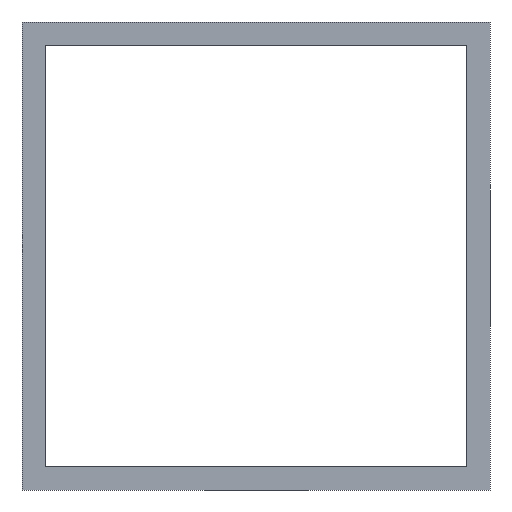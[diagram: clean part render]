
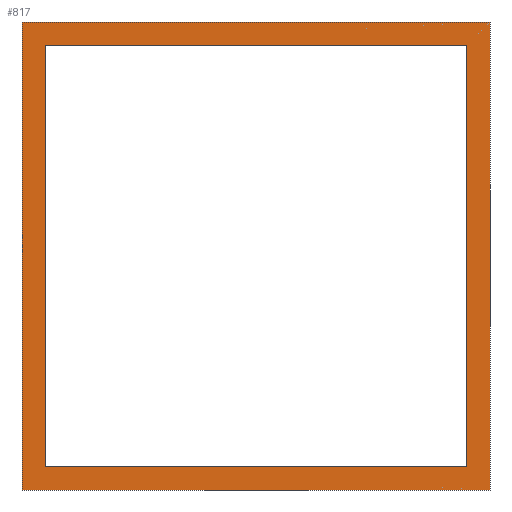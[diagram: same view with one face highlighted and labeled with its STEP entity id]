
A CAD part, front view. The second image highlights one B-rep face of the part: STEP entity #817.
In plain terms, the highlighted planar face has unit normal (0, -1, 0).
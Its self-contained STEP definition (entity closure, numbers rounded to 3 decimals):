
#15=FACE_BOUND('',#138,.T.);
#73=PLANE('',#901);
#99=FACE_OUTER_BOUND('',#137,.T.);
#137=EDGE_LOOP('',(#621,#622,#623,#624));
#138=EDGE_LOOP('',(#625,#626,#627,#628));
#233=LINE('',#1289,#285);
#234=LINE('',#1291,#286);
#235=LINE('',#1293,#287);
#236=LINE('',#1294,#288);
#237=LINE('',#1297,#289);
#238=LINE('',#1299,#290);
#239=LINE('',#1301,#291);
#240=LINE('',#1302,#292);
#285=VECTOR('',#1063,10.);
#286=VECTOR('',#1064,10.);
#287=VECTOR('',#1065,10.);
#288=VECTOR('',#1066,10.);
#289=VECTOR('',#1067,10.);
#290=VECTOR('',#1068,10.);
#291=VECTOR('',#1069,10.);
#292=VECTOR('',#1070,10.);
#409=VERTEX_POINT('',#1287);
#410=VERTEX_POINT('',#1288);
#411=VERTEX_POINT('',#1290);
#412=VERTEX_POINT('',#1292);
#413=VERTEX_POINT('',#1295);
#414=VERTEX_POINT('',#1296);
#415=VERTEX_POINT('',#1298);
#416=VERTEX_POINT('',#1300);
#497=EDGE_CURVE('',#409,#410,#233,.T.);
#498=EDGE_CURVE('',#411,#409,#234,.T.);
#499=EDGE_CURVE('',#412,#411,#235,.T.);
#500=EDGE_CURVE('',#410,#412,#236,.T.);
#501=EDGE_CURVE('',#413,#414,#237,.T.);
#502=EDGE_CURVE('',#415,#413,#238,.T.);
#503=EDGE_CURVE('',#416,#415,#239,.T.);
#504=EDGE_CURVE('',#414,#416,#240,.T.);
#621=ORIENTED_EDGE('',*,*,#497,.F.);
#622=ORIENTED_EDGE('',*,*,#498,.F.);
#623=ORIENTED_EDGE('',*,*,#499,.F.);
#624=ORIENTED_EDGE('',*,*,#500,.F.);
#625=ORIENTED_EDGE('',*,*,#501,.F.);
#626=ORIENTED_EDGE('',*,*,#502,.F.);
#627=ORIENTED_EDGE('',*,*,#503,.F.);
#628=ORIENTED_EDGE('',*,*,#504,.F.);
#817=ADVANCED_FACE('',(#99,#15),#73,.F.);
#901=AXIS2_PLACEMENT_3D('',#1286,#1061,#1062);
#1061=DIRECTION('center_axis',(0.,1.,0.));
#1062=DIRECTION('ref_axis',(0.,0.,1.));
#1063=DIRECTION('',(0.,0.,-1.));
#1064=DIRECTION('',(1.,0.,0.));
#1065=DIRECTION('',(0.,0.,1.));
#1066=DIRECTION('',(-1.,0.,0.));
#1067=DIRECTION('',(0.,0.,1.));
#1068=DIRECTION('',(1.,0.,0.));
#1069=DIRECTION('',(0.,0.,-1.));
#1070=DIRECTION('',(-1.,0.,0.));
#1286=CARTESIAN_POINT('Origin',(-0.934,1002.5,-0.232));
#1287=CARTESIAN_POINT('',(10.,1002.5,10.));
#1288=CARTESIAN_POINT('',(10.,1002.5,-10.));
#1289=CARTESIAN_POINT('',(10.,1002.5,4.884));
#1290=CARTESIAN_POINT('',(-10.,1002.5,10.));
#1291=CARTESIAN_POINT('',(-5.467,1002.5,10.));
#1292=CARTESIAN_POINT('',(-10.,1002.5,-10.));
#1293=CARTESIAN_POINT('',(-10.,1002.5,-5.116));
#1294=CARTESIAN_POINT('',(4.533,1002.5,-10.));
#1295=CARTESIAN_POINT('',(9.,1002.5,-9.));
#1296=CARTESIAN_POINT('',(9.,1002.5,9.));
#1297=CARTESIAN_POINT('',(9.,1002.5,-4.616));
#1298=CARTESIAN_POINT('',(-9.,1002.5,-9.));
#1299=CARTESIAN_POINT('',(-4.967,1002.5,-9.));
#1300=CARTESIAN_POINT('',(-9.,1002.5,9.));
#1301=CARTESIAN_POINT('',(-9.,1002.5,4.384));
#1302=CARTESIAN_POINT('',(4.033,1002.5,9.));
